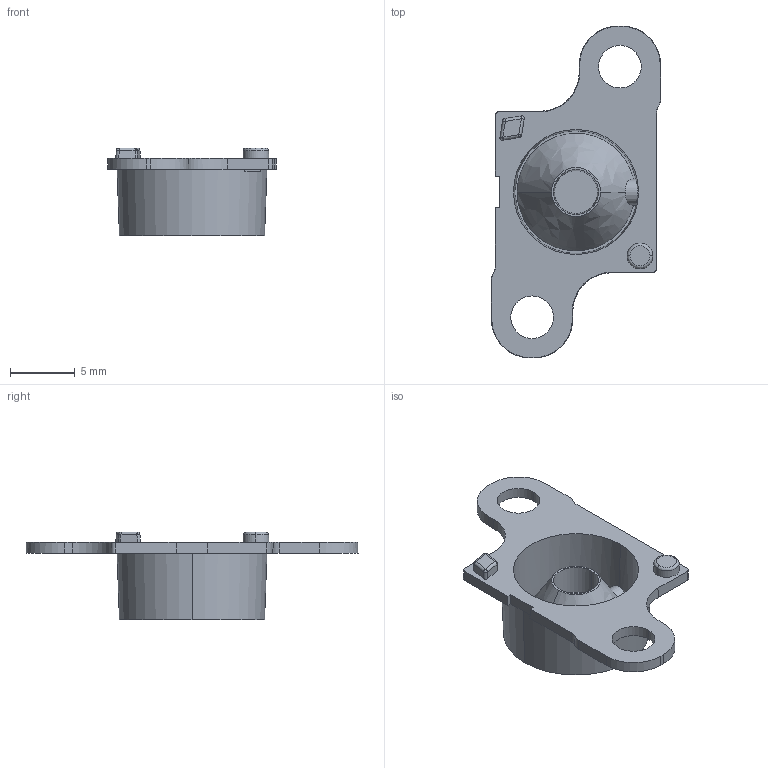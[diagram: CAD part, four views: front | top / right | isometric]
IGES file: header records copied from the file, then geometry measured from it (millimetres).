
Start section:  PTC IGES file: 12084.igs
Global section: file name: 12084.igs; native system: Creo Parametric by Parametric Technology Corporation; preprocessor: 2012130; author: BercotB; organization: Unknown; date: 20131024.152841; units: millimetre
Bounding box: 13.1 x 25.7 x 6.8 mm (x, y, z)
Volume: 466.8 mm3; surface area: 917.8 mm2
Topology: 1 solids, 1 shells, 77 faces, 193 edges, 124 vertices
Faces by surface type: revolution 41, bspline 36
